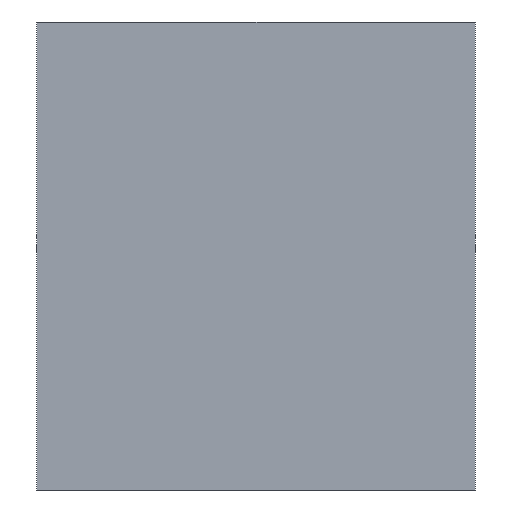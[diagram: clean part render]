
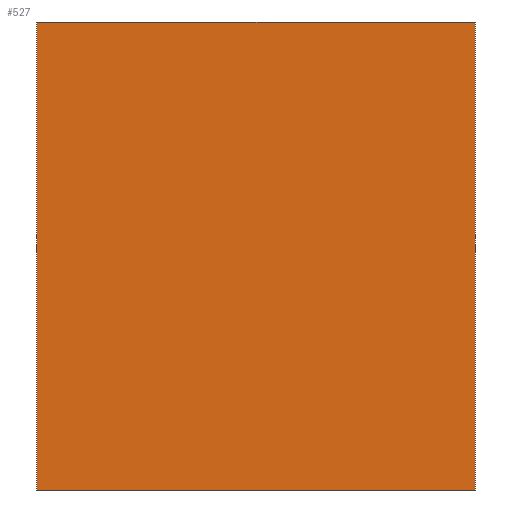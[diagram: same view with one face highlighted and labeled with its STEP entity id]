
A CAD part, left-side view. The second image highlights one B-rep face of the part: STEP entity #527.
In plain terms, the highlighted planar face has unit normal (-1, 0, 0).
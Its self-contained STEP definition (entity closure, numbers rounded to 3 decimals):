
#267=CARTESIAN_POINT('POINT18',(0.125,-1.875,2.));
#268=VERTEX_POINT('VERTEX18',#267);
#317=CARTESIAN_POINT('POINT24',(0.125,0.,2.));
#318=VERTEX_POINT('VERTEX24',#317);
#325=CARTESIAN_POINT('POS40',(0.125,-0.969,2.));
#326=DIRECTION('DIR58',(0.,-1.,0.));
#327=VECTOR('VEC22',#326,1.);
#328=LINE('STRAIGHT22',#325,#327);
#329=EDGE_CURVE('EDGE32',#318,#268,#328,.T.);
#480=CARTESIAN_POINT('POINT31',(0.125,0.,0.));
#481=VERTEX_POINT('VERTEX31',#480);
#482=CARTESIAN_POINT('POS58',(0.125,0.,0.));
#483=DIRECTION('DIR84',(0.,0.,1.));
#484=VECTOR('VEC32',#483,1.);
#485=LINE('STRAIGHT32',#482,#484);
#486=EDGE_CURVE('EDGE44',#318,#481,#485,.F.);
#504=CARTESIAN_POINT('POINT32',(0.125,-1.875,0.));
#505=VERTEX_POINT('VERTEX32',#504);
#506=CARTESIAN_POINT('POS61',(0.125,-1.875,0.));
#507=DIRECTION('DIR88',(0.,0.,-1.));
#508=VECTOR('VEC34',#507,1.);
#509=LINE('STRAIGHT34',#506,#508);
#510=EDGE_CURVE('EDGE46',#268,#505,#509,.T.);
#511=ORIENTED_EDGE('COEDGE81',*,*,#510,.F.);
#512=ORIENTED_EDGE('COEDGE82',*,*,#329,.F.);
#513=ORIENTED_EDGE('COEDGE83',*,*,#486,.T.);
#514=CARTESIAN_POINT('POS62',(0.125,-0.969,0.));
#515=DIRECTION('DIR89',(0.,-1.,0.));
#516=VECTOR('VEC35',#515,1.);
#517=LINE('STRAIGHT35',#514,#516);
#518=EDGE_CURVE('EDGE47',#481,#505,#517,.T.);
#519=ORIENTED_EDGE('COEDGE84',*,*,#518,.T.);
#520=EDGE_LOOP('NONE',(#511,#512,#513,#519));
#521=FACE_BOUND('LOOP1',#520,.T.);
#522=CARTESIAN_POINT('POS63',(0.125,-1.938,0.));
#523=DIRECTION('DIR90',(1.,0.,0.));
#524=DIRECTION('DIR91',(0.,1.,0.));
#525=AXIS2_PLACEMENT_3D('AXIS28',#522,#523,#524);
#526=PLANE('PLANE10',#525);
#527=ADVANCED_FACE('FACE16',(#521),#526,.F.);
